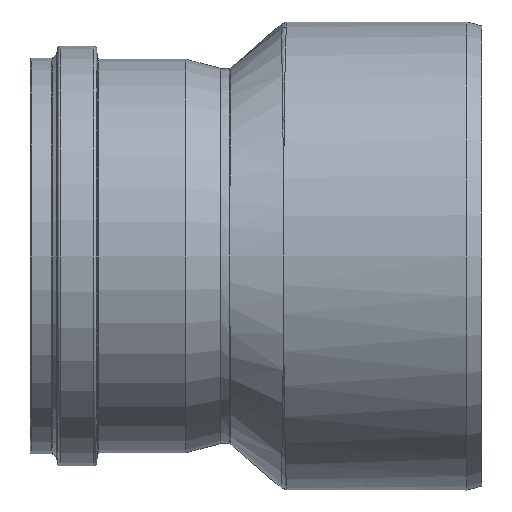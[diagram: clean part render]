
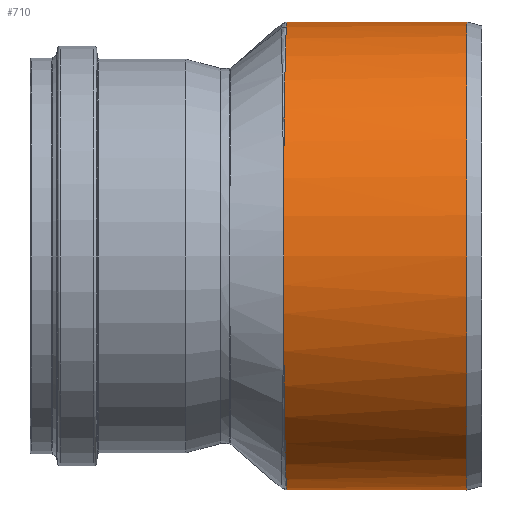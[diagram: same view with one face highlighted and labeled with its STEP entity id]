
A CAD part, left-side view. The second image highlights one B-rep face of the part: STEP entity #710.
In plain terms, the highlighted cylindrical face has radius 315 mm (diameter 630 mm), a full revolution.
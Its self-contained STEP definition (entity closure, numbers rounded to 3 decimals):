
#48=LINE('',#2665,#69);
#69=VECTOR('',#921,315.);
#89=CYLINDRICAL_SURFACE('',#781,315.);
#108=CIRCLE('',#782,315.);
#188=FACE_OUTER_BOUND('',#231,.T.);
#231=EDGE_LOOP('',(#518,#519,#520,#521,#522));
#279=B_SPLINE_CURVE_WITH_KNOTS('',3,(#2555,#2556,#2557,#2558,#2559,#2560,
#2561,#2562,#2563,#2564,#2565,#2566,#2567,#2568,#2569,#2570,#2571,#2572,
#2573,#2574,#2575,#2576,#2577,#2578,#2579,#2580,#2581,#2582,#2583,#2584,
#2585,#2586,#2587,#2588,#2589,#2590,#2591,#2592,#2593,#2594,#2595,#2596,
#2597,#2598),.UNSPECIFIED.,.F.,.F.,(4,2,1,1,1,1,1,1,1,1,1,1,1,1,1,1,1,1,
1,1,1,1,1,1,1,1,1,1,1,1,1,1,1,1,1,1,1,1,1,1,4),(-3.142,-3.121,
-2.965,-2.907,-2.887,-2.809,
-2.653,-2.575,-2.517,-2.497,
-2.341,-2.185,-2.107,-2.029,
-1.873,-1.803,-1.751,-1.734,
-1.595,-1.457,-1.405,-1.353,
-1.249,-1.145,-1.067,-1.041,
-0.988,-0.936,-0.91,-0.832,
-0.728,-0.624,-0.507,-0.468,
-0.312,-0.234,-0.176,-0.156,
-0.078,0.,0.001),
 .UNSPECIFIED.);
#280=B_SPLINE_CURVE_WITH_KNOTS('',3,(#2599,#2600,#2601,#2602,#2603,#2604,
#2605,#2606,#2607,#2608,#2609,#2610,#2611,#2612,#2613,#2614,#2615,#2616,
#2617,#2618,#2619,#2620,#2621,#2622,#2623,#2624,#2625,#2626,#2627,#2628,
#2629,#2630,#2631,#2632,#2633,#2634,#2635,#2636,#2637,#2638,#2639,#2640,
#2641),.UNSPECIFIED.,.F.,.F.,(4,1,1,1,1,1,1,1,1,1,1,1,1,1,1,1,1,1,1,1,1,
1,1,1,1,1,1,1,1,1,1,1,1,1,1,1,1,1,2,4),(0.001,0.078,
0.156,0.215,0.234,0.312,
0.468,0.585,0.624,0.728,
0.832,0.91,0.936,1.04,1.092,
1.131,1.144,1.248,1.352,1.457,
1.491,1.595,1.734,1.803,1.855,
1.873,2.029,2.185,2.204,2.263,
2.341,2.419,2.497,2.653,2.731,
2.809,2.965,3.043,3.121,3.142),
 .UNSPECIFIED.);
#297=VERTEX_POINT('',#2465);
#299=VERTEX_POINT('',#2554);
#300=VERTEX_POINT('',#2663);
#380=EDGE_CURVE('',#297,#299,#279,.T.);
#381=EDGE_CURVE('',#299,#297,#280,.T.);
#383=EDGE_CURVE('',#300,#300,#108,.T.);
#384=EDGE_CURVE('',#300,#299,#48,.T.);
#518=ORIENTED_EDGE('',*,*,#383,.F.);
#519=ORIENTED_EDGE('',*,*,#384,.T.);
#520=ORIENTED_EDGE('',*,*,#380,.F.);
#521=ORIENTED_EDGE('',*,*,#381,.F.);
#522=ORIENTED_EDGE('',*,*,#384,.F.);
#710=ADVANCED_FACE('',(#188),#89,.T.);
#781=AXIS2_PLACEMENT_3D('',#2662,#917,#918);
#782=AXIS2_PLACEMENT_3D('',#2664,#919,#920);
#917=DIRECTION('center_axis',(0.,-1.,0.));
#918=DIRECTION('ref_axis',(-1.,0.,0.));
#919=DIRECTION('center_axis',(0.,-1.,0.));
#920=DIRECTION('ref_axis',(1.,0.,0.));
#921=DIRECTION('',(0.,1.,0.));
#2465=CARTESIAN_POINT('',(-315.,266.928,0.));
#2554=CARTESIAN_POINT('',(315.,260.,0.));
#2555=CARTESIAN_POINT('Ctrl Pts',(-315.,266.928,0.));
#2556=CARTESIAN_POINT('Ctrl Pts',(-315.,266.928,2.116));
#2557=CARTESIAN_POINT('Ctrl Pts',(-314.979,266.928,4.231));
#2558=CARTESIAN_POINT('Ctrl Pts',(-314.608,266.922,22.643));
#2559=CARTESIAN_POINT('Ctrl Pts',(-312.402,266.885,45.098));
#2560=CARTESIAN_POINT('Ctrl Pts',(-307.429,266.803,69.041));
#2561=CARTESIAN_POINT('Ctrl Pts',(-303.482,266.738,84.922));
#2562=CARTESIAN_POINT('Ctrl Pts',(-295.79,266.611,110.493));
#2563=CARTESIAN_POINT('Ctrl Pts',(-282.61,266.394,140.826));
#2564=CARTESIAN_POINT('Ctrl Pts',(-267.115,266.14,167.417));
#2565=CARTESIAN_POINT('Ctrl Pts',(-257.974,265.991,180.91));
#2566=CARTESIAN_POINT('Ctrl Pts',(-243.438,265.755,200.671));
#2567=CARTESIAN_POINT('Ctrl Pts',(-220.254,265.382,227.013));
#2568=CARTESIAN_POINT('Ctrl Pts',(-188.457,264.889,253.333));
#2569=CARTESIAN_POINT('Ctrl Pts',(-161.1,264.481,271.055));
#2570=CARTESIAN_POINT('Ctrl Pts',(-132.223,264.065,286.737));
#2571=CARTESIAN_POINT('Ctrl Pts',(-102.366,263.658,298.649));
#2572=CARTESIAN_POINT('Ctrl Pts',(-74.193,263.298,306.338));
#2573=CARTESIAN_POINT('Ctrl Pts',(-59.984,263.124,309.305));
#2574=CARTESIAN_POINT('Ctrl Pts',(-38.559,262.866,313.015));
#2575=CARTESIAN_POINT('Ctrl Pts',(-7.588,262.512,315.932));
#2576=CARTESIAN_POINT('Ctrl Pts',(27.206,262.151,314.337));
#2577=CARTESIAN_POINT('Ctrl Pts',(52.437,261.906,310.747));
#2578=CARTESIAN_POINT('Ctrl Pts',(73.762,261.706,306.58));
#2579=CARTESIAN_POINT('Ctrl Pts',(100.136,261.472,299.265));
#2580=CARTESIAN_POINT('Ctrl Pts',(128.228,261.239,288.202));
#2581=CARTESIAN_POINT('Ctrl Pts',(147.779,261.087,278.358));
#2582=CARTESIAN_POINT('Ctrl Pts',(161.985,260.979,270.255));
#2583=CARTESIAN_POINT('Ctrl Pts',(173.508,260.893,263.075));
#2584=CARTESIAN_POINT('Ctrl Pts',(184.702,260.813,255.27));
#2585=CARTESIAN_POINT('Ctrl Pts',(197.773,260.721,245.372));
#2586=CARTESIAN_POINT('Ctrl Pts',(214.533,260.606,231.257));
#2587=CARTESIAN_POINT('Ctrl Pts',(235.718,260.467,209.805));
#2588=CARTESIAN_POINT('Ctrl Pts',(256.972,260.334,183.281));
#2589=CARTESIAN_POINT('Ctrl Pts',(271.642,260.246,160.172));
#2590=CARTESIAN_POINT('Ctrl Pts',(286.985,260.156,131.206));
#2591=CARTESIAN_POINT('Ctrl Pts',(297.857,260.095,104.76));
#2592=CARTESIAN_POINT('Ctrl Pts',(306.153,260.049,75.173));
#2593=CARTESIAN_POINT('Ctrl Pts',(309.484,260.03,59.153));
#2594=CARTESIAN_POINT('Ctrl Pts',(312.185,260.015,43.048));
#2595=CARTESIAN_POINT('Ctrl Pts',(314.339,260.004,24.827));
#2596=CARTESIAN_POINT('Ctrl Pts',(314.995,260.,8.369));
#2597=CARTESIAN_POINT('Ctrl Pts',(315.,260.,0.103));
#2598=CARTESIAN_POINT('Ctrl Pts',(315.,260.,-0.001));
#2599=CARTESIAN_POINT('Ctrl Pts',(315.,260.,0.));
#2600=CARTESIAN_POINT('Ctrl Pts',(315.001,260.,-8.059));
#2601=CARTESIAN_POINT('Ctrl Pts',(314.378,260.003,-24.254));
#2602=CARTESIAN_POINT('Ctrl Pts',(311.8,260.017,-46.485));
#2603=CARTESIAN_POINT('Ctrl Pts',(308.812,260.034,-62.566));
#2604=CARTESIAN_POINT('Ctrl Pts',(305.207,260.054,-78.489));
#2605=CARTESIAN_POINT('Ctrl Pts',(298.114,260.093,-104.034));
#2606=CARTESIAN_POINT('Ctrl Pts',(284.06,260.173,-138.446));
#2607=CARTESIAN_POINT('Ctrl Pts',(267.514,260.271,-166.972));
#2608=CARTESIAN_POINT('Ctrl Pts',(252.023,260.365,-189.443));
#2609=CARTESIAN_POINT('Ctrl Pts',(235.887,260.466,-209.619));
#2610=CARTESIAN_POINT('Ctrl Pts',(214.671,260.605,-231.132));
#2611=CARTESIAN_POINT('Ctrl Pts',(197.886,260.72,-245.283));
#2612=CARTESIAN_POINT('Ctrl Pts',(180.412,260.843,-258.524));
#2613=CARTESIAN_POINT('Ctrl Pts',(164.443,260.959,-269.055));
#2614=CARTESIAN_POINT('Ctrl Pts',(146.612,261.096,-278.924));
#2615=CARTESIAN_POINT('Ctrl Pts',(136.82,261.173,-283.778));
#2616=CARTESIAN_POINT('Ctrl Pts',(121.942,261.292,-290.673));
#2617=CARTESIAN_POINT('Ctrl Pts',(100.252,261.471,-299.229));
#2618=CARTESIAN_POINT('Ctrl Pts',(68.535,261.753,-308.034));
#2619=CARTESIAN_POINT('Ctrl Pts',(43.519,261.991,-312.254));
#2620=CARTESIAN_POINT('Ctrl Pts',(18.155,262.245,-314.751));
#2621=CARTESIAN_POINT('Ctrl Pts',(-11.104,262.552,-315.594));
#2622=CARTESIAN_POINT('Ctrl Pts',(-43.962,262.928,-312.511));
#2623=CARTESIAN_POINT('Ctrl Pts',(-70.638,263.254,-307.175));
#2624=CARTESIAN_POINT('Ctrl Pts',(-84.686,263.432,-303.474));
#2625=CARTESIAN_POINT('Ctrl Pts',(-107.37,263.726,-296.648));
#2626=CARTESIAN_POINT('Ctrl Pts',(-139.796,264.168,-283.727));
#2627=CARTESIAN_POINT('Ctrl Pts',(-169.884,264.61,-265.835));
#2628=CARTESIAN_POINT('Ctrl Pts',(-189.73,264.911,-251.558));
#2629=CARTESIAN_POINT('Ctrl Pts',(-202.645,265.109,-241.488));
#2630=CARTESIAN_POINT('Ctrl Pts',(-219.485,265.373,-226.393));
#2631=CARTESIAN_POINT('Ctrl Pts',(-236.542,265.644,-208.513));
#2632=CARTESIAN_POINT('Ctrl Pts',(-257.325,265.98,-182.971));
#2633=CARTESIAN_POINT('Ctrl Pts',(-274.845,266.266,-155.417));
#2634=CARTESIAN_POINT('Ctrl Pts',(-289.152,266.502,-125.781));
#2635=CARTESIAN_POINT('Ctrl Pts',(-301.108,266.699,-95.051));
#2636=CARTESIAN_POINT('Ctrl Pts',(-309.359,266.835,-63.167));
#2637=CARTESIAN_POINT('Ctrl Pts',(-313.8,266.908,-30.871));
#2638=CARTESIAN_POINT('Ctrl Pts',(-314.77,266.924,-14.545));
#2639=CARTESIAN_POINT('Ctrl Pts',(-314.978,266.928,-4.267));
#2640=CARTESIAN_POINT('Ctrl Pts',(-315.,266.928,-2.133));
#2641=CARTESIAN_POINT('Ctrl Pts',(-315.,266.928,0.));
#2662=CARTESIAN_POINT('Origin',(0.,143.464,0.));
#2663=CARTESIAN_POINT('',(315.,20.,0.));
#2664=CARTESIAN_POINT('Origin',(0.,20.,0.));
#2665=CARTESIAN_POINT('',(315.,143.464,0.));
